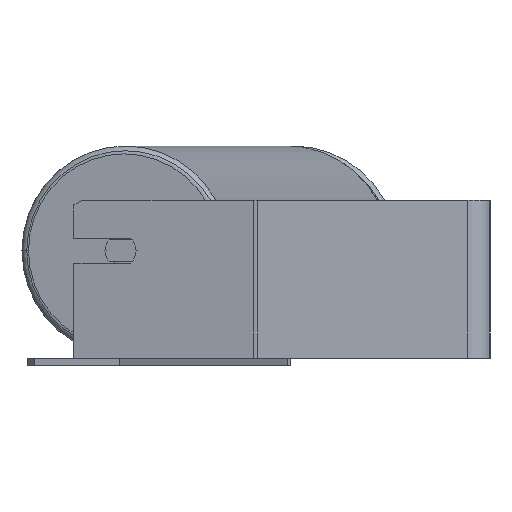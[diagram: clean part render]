
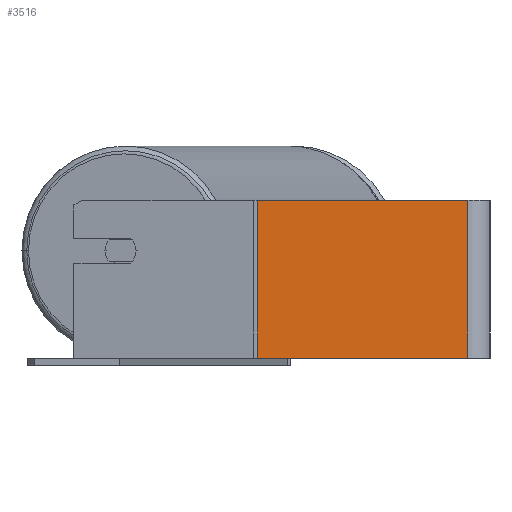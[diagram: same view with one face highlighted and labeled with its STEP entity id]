
A CAD part, left-side view. The second image highlights one B-rep face of the part: STEP entity #3516.
In plain terms, the highlighted planar face has unit normal (-1, 0, 0).
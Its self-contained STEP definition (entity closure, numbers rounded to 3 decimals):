
#810 = DIRECTION ( 'NONE',  ( 0., 0., -1. ) ) ;
#860 = LINE ( 'NONE', #6591, #3993 ) ;
#1002 = ORIENTED_EDGE ( 'NONE', *, *, #7207, .F. ) ;
#1100 = DIRECTION ( 'NONE',  ( 0., -1., 0. ) ) ;
#2149 = VECTOR ( 'NONE', #5042, 1000. ) ;
#2281 = CARTESIAN_POINT ( 'NONE',  ( -955., 147.523, 50. ) ) ;
#2551 = ORIENTED_EDGE ( 'NONE', *, *, #4876, .T. ) ;
#2920 = EDGE_CURVE ( 'NONE', #4593, #5300, #9228, .T. ) ;
#3257 = EDGE_CURVE ( 'NONE', #8149, #5099, #4698, .T. ) ;
#3481 = CARTESIAN_POINT ( 'NONE',  ( -955., 14., -50. ) ) ;
#3497 = VECTOR ( 'NONE', #8112, 1000. ) ;
#3516 = ADVANCED_FACE ( 'NONE', ( #5083 ), #4412, .F. ) ;
#3993 = VECTOR ( 'NONE', #5697, 1000. ) ;
#4412 = PLANE ( 'NONE',  #8056 ) ;
#4437 = CARTESIAN_POINT ( 'NONE',  ( -955., 14., 50. ) ) ;
#4558 = ORIENTED_EDGE ( 'NONE', *, *, #3257, .T. ) ;
#4593 = VERTEX_POINT ( 'NONE', #5084 ) ;
#4698 = LINE ( 'NONE', #7595, #6814 ) ;
#4876 = EDGE_CURVE ( 'NONE', #4593, #8149, #5202, .T. ) ;
#5042 = DIRECTION ( 'NONE',  ( 0., -1., 0. ) ) ;
#5083 = FACE_OUTER_BOUND ( 'NONE', #6322, .T. ) ;
#5084 = CARTESIAN_POINT ( 'NONE',  ( -955., 147.523, 50. ) ) ;
#5099 = VERTEX_POINT ( 'NONE', #3481 ) ;
#5202 = LINE ( 'NONE', #2281, #3497 ) ;
#5300 = VERTEX_POINT ( 'NONE', #4437 ) ;
#5697 = DIRECTION ( 'NONE',  ( 0., 0., -1. ) ) ;
#6322 = EDGE_LOOP ( 'NONE', ( #4558, #1002, #8564, #2551 ) ) ;
#6591 = CARTESIAN_POINT ( 'NONE',  ( -955., 14., 50. ) ) ;
#6632 = DIRECTION ( 'NONE',  ( 1., 0., 0. ) ) ;
#6814 = VECTOR ( 'NONE', #1100, 1000. ) ;
#6967 = CARTESIAN_POINT ( 'NONE',  ( -955., 148.748, 50. ) ) ;
#7207 = EDGE_CURVE ( 'NONE', #5300, #5099, #860, .T. ) ;
#7595 = CARTESIAN_POINT ( 'NONE',  ( -955., 148.748, -50. ) ) ;
#7982 = CARTESIAN_POINT ( 'NONE',  ( -955., 148.748, 50. ) ) ;
#8056 = AXIS2_PLACEMENT_3D ( 'NONE', #7982, #6632, #810 ) ;
#8112 = DIRECTION ( 'NONE',  ( 0., 0., -1. ) ) ;
#8149 = VERTEX_POINT ( 'NONE', #9180 ) ;
#8564 = ORIENTED_EDGE ( 'NONE', *, *, #2920, .F. ) ;
#9180 = CARTESIAN_POINT ( 'NONE',  ( -955., 147.523, -50. ) ) ;
#9228 = LINE ( 'NONE', #6967, #2149 ) ;
